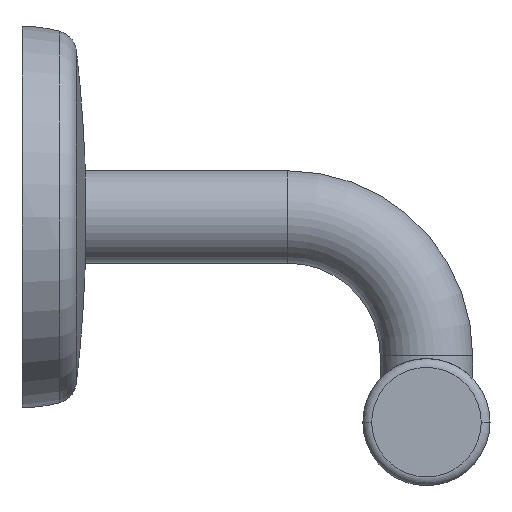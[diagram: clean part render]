
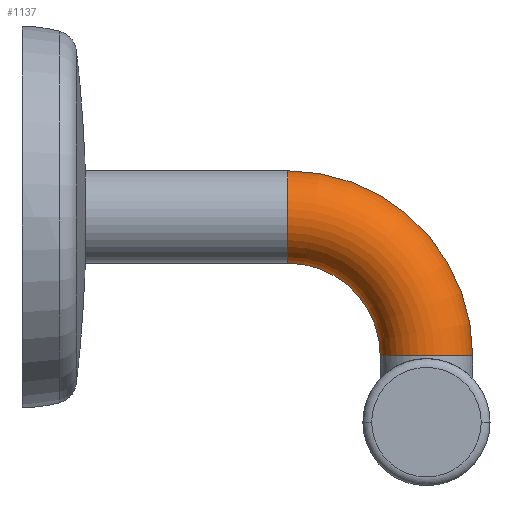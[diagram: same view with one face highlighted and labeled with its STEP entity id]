
A CAD part, left-side view. The second image highlights one B-rep face of the part: STEP entity #1137.
In plain terms, the highlighted toroidal (fillet/blend) face has major radius 24 mm and minor radius 8 mm.
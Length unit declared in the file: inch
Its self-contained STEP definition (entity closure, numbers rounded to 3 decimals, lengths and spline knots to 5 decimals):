
#386=CARTESIAN_POINT('',(7.50562,-1.2327,-0.94488));
#387=DIRECTION('',(1.,0.,0.));
#388=DIRECTION('',(0.,0.,1.));
#389=AXIS2_PLACEMENT_3D('',#386,#387,#388);
#391=CARTESIAN_POINT('',(7.50562,-2.17758,
-0.94488));
#392=DIRECTION('',(0.,0.,-1.));
#393=DIRECTION('',(0.,-1.,0.));
#394=AXIS2_PLACEMENT_3D('',#391,#392,#393);
#396=CARTESIAN_POINT('',(7.50562,-1.2327,-0.94488));
#397=DIRECTION('',(-1.,0.,0.));
#398=DIRECTION('',(0.,-1.,0.));
#399=AXIS2_PLACEMENT_3D('',#396,#397,#398);
#401=CARTESIAN_POINT('',(7.50562,-1.2327,
0.));
#402=DIRECTION('',(0.,1.,0.));
#403=DIRECTION('',(0.,0.,-1.));
#404=AXIS2_PLACEMENT_3D('',#401,#402,#403);
#492=CARTESIAN_POINT('',(7.50562,-1.86262,
-0.94488));
#494=VERTEX_POINT('',#492);
#496=CARTESIAN_POINT('',(7.50562,-2.49254,
-0.94488));
#497=VERTEX_POINT('',#496);
#508=CARTESIAN_POINT('',(7.50562,-1.2327,0.31496));
#509=VERTEX_POINT('',#508);
#510=CARTESIAN_POINT('',(7.50562,-1.2327,
-0.31496));
#511=VERTEX_POINT('',#510);
#1125=CARTESIAN_POINT('',(7.50562,-1.2327,-0.94488));
#1126=DIRECTION('',(1.,0.,0.));
#1127=DIRECTION('',(0.,0.,-1.));
#1128=AXIS2_PLACEMENT_3D('',#1125,#1126,#1127);
#1129=TOROIDAL_SURFACE('',#1128,0.94488,0.31496);
#1130=ORIENTED_EDGE('',*,*,#1115,.T.);
#1131=ORIENTED_EDGE('',*,*,#1036,.T.);
#1132=ORIENTED_EDGE('',*,*,#1119,.T.);
#1134=ORIENTED_EDGE('',*,*,#1133,.T.);
#1135=EDGE_LOOP('',(#1130,#1131,#1132,#1134));
#1136=FACE_OUTER_BOUND('',#1135,.F.);
#1137=ADVANCED_FACE('',(#1136),#1129,.T.);
#390=CIRCLE('',#389,1.25984);
#395=CIRCLE('',#394,0.31496);
#400=CIRCLE('',#399,0.62992);
#405=CIRCLE('',#404,0.31496);
#1036=EDGE_CURVE('',#497,#494,#395,.T.);
#1115=EDGE_CURVE('',#509,#497,#390,.T.);
#1119=EDGE_CURVE('',#494,#511,#400,.T.);
#1133=EDGE_CURVE('',#511,#509,#405,.T.);
